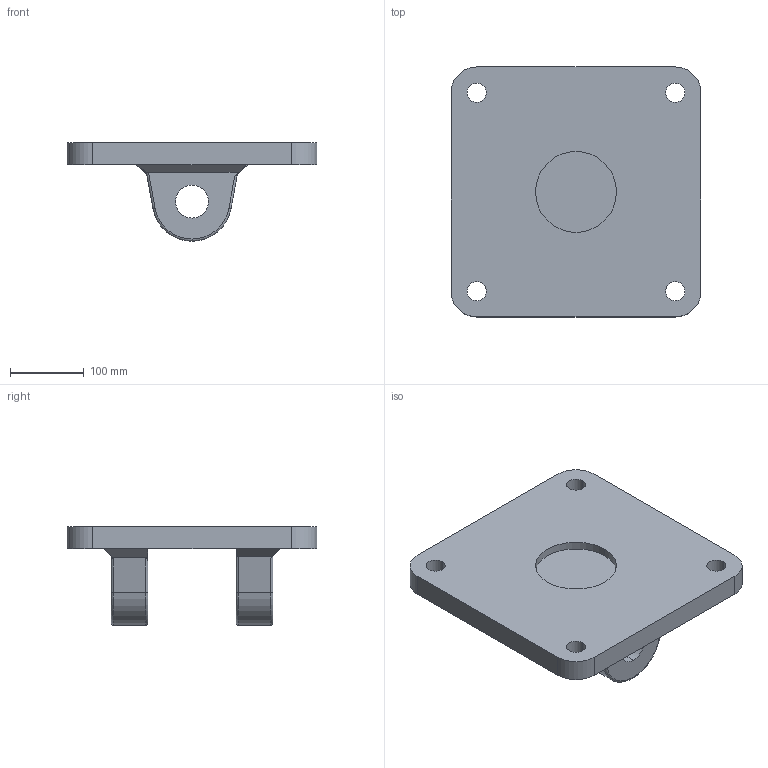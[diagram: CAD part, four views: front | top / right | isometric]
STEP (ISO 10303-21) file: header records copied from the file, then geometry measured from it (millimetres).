
FILE_DESCRIPTION (( 'STEP AP203' ), '1' );
FILE_NAME ('PMB ÇAP 320 EKLEM BAÐ. (SF).STEP', '2008-03-07T08:38:52', ( 'COMPUTER' ), ( '' ), 'SwSTEP 2.0', 'SolidWorks 2004231', '' );
FILE_SCHEMA (( 'CONFIG_CONTROL_DESIGN' ));
Length unit declared in the file: millimetre
Products named in the file (1): PMB  ÇAP 320  EKLEM BAÐ. (SF)
Bounding box: 340 x 340 x 134 mm (x, y, z)
Volume: 4186788.9 mm3; surface area: 338342.6 mm2
Topology: 1 solids, 1 shells, 56 faces, 145 edges, 94 vertices
Faces by surface type: cylinder 29, plane 21, torus 6
Entity records: 1826 total; most frequent: CARTESIAN_POINT 320, DIRECTION 311, ORIENTED_EDGE 290, EDGE_CURVE 145, AXIS2_PLACEMENT_3D 117, VERTEX_POINT 94, VECTOR 77, LINE 77
